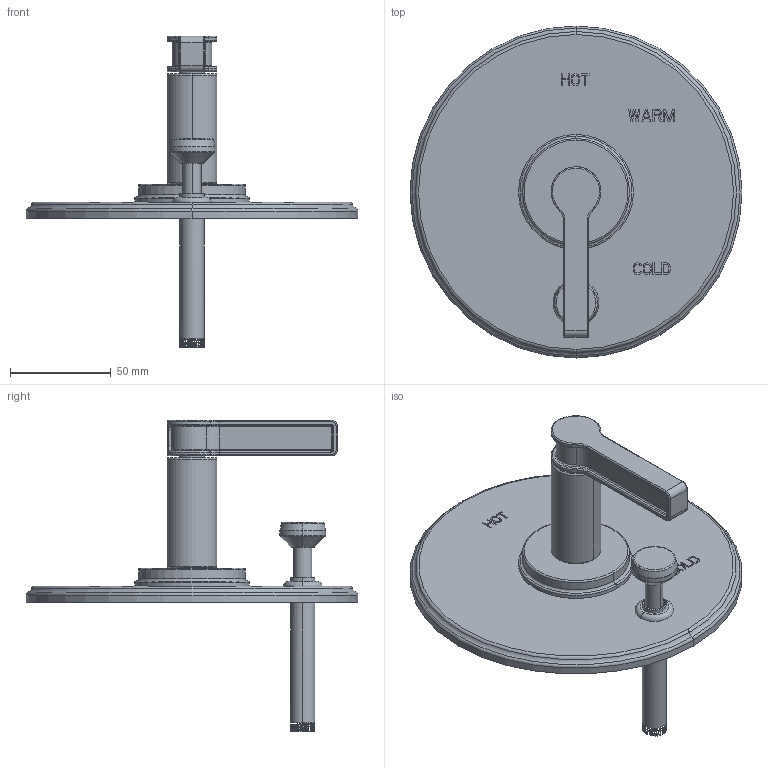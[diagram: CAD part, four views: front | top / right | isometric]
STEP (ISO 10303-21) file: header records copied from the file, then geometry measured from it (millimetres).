
FILE_DESCRIPTION((''),'2;1');
FILE_NAME('5-3272BP_ASM','2019-11-08T14:12:22',('rsmith'),(''),'CREO PARAMETRIC BY PTC INC, 2018400','CREO PARAMETRIC BY PTC INC, 2018400','');
FILE_SCHEMA(('CONFIG_CONTROL_DESIGN'));
Length unit declared in the file: inch
Products named in the file (22): 11118_AF2; 91033; H-78; 2-438_AF2_ASM; 91065_AF2; 10497_AF2; 10496_AF2; 10498; 2-217_AF2_ASM; 13130; 91773; 20-433_ASM; 13131; 91017; 12377; 91049; 91371; 92399; 12888; 20-429_ASM; 3-648_ASM; 5-3272BP_ASM
Assembly tree (22 placements, depth 4):
  5-3272BP_ASM
    2-438_AF2_ASM
      11118_AF2
      91033
      H-78
    2-217_AF2_ASM
      91065_AF2
      10497_AF2
      10496_AF2
      10498
    3-648_ASM
      20-433_ASM
        13130
        91773
      20-429_ASM
        13131
        91017  x2
        12377
        91049
        91371
        92399
        12888
Bounding box: 165.1 x 165.1 x 154.97 mm (x, y, z)
Volume: 85856.8 mm3; surface area: 126536.5 mm2
Topology: 17 solids, 36 shells, 1229 faces, 3516 edges, 2351 vertices
Faces by surface type: plane 474, cylinder 440, torus 138, bspline 122, cone 51, extrusion 4
Entity records: 149634 total; most frequent: CARTESIAN_POINT 118604, ORIENTED_EDGE 6519, DIRECTION 5875, EDGE_CURVE 3480, VERTEX_POINT 2331, AXIS2_PLACEMENT_3D 2037, VECTOR 1801, LINE 1797
